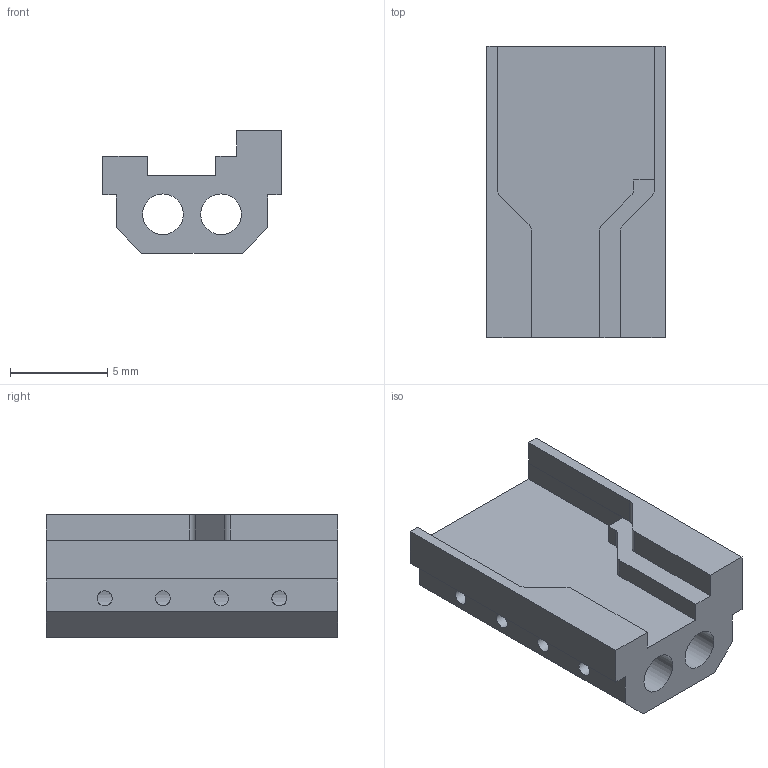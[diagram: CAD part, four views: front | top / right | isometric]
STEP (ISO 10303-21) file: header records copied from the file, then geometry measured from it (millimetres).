
FILE_DESCRIPTION(/* description */ (''),/* implementation_level */ '2;1');
FILE_NAME(/* name */ 'DualProbeParallel.step',/* time_stamp */ '2024-04-19T10:51:09+01:00',/* author */ (''),/* organization */ (''),/* preprocessor_version */ 'ST-DEVELOPER v20',/* originating_system */ 'Autodesk Translation Framework v12.14.0.127',/* authorisation */ '');
FILE_SCHEMA (('AUTOMOTIVE_DESIGN { 1 0 10303 214 3 1 1 }'));
Length unit declared in the file: millimetre
Products named in the file (1): DualProbeParallel
Bounding box: 9.19 x 15 x 6.3 mm (x, y, z)
Volume: 424.7 mm3; surface area: 762.4 mm2
Topology: 1 solids, 1 shells, 51 faces, 173 edges, 120 vertices
Faces by surface type: plane 27, cylinder 24
Full cylindrical faces by diameter (mm): 0.769 x16, 2.1 x2
Entity records: 2477 total; most frequent: CARTESIAN_POINT 897, ORIENTED_EDGE 346, DIRECTION 270, EDGE_CURVE 173, VERTEX_POINT 120, LINE 102, VECTOR 102, AXIS2_PLACEMENT_3D 84
